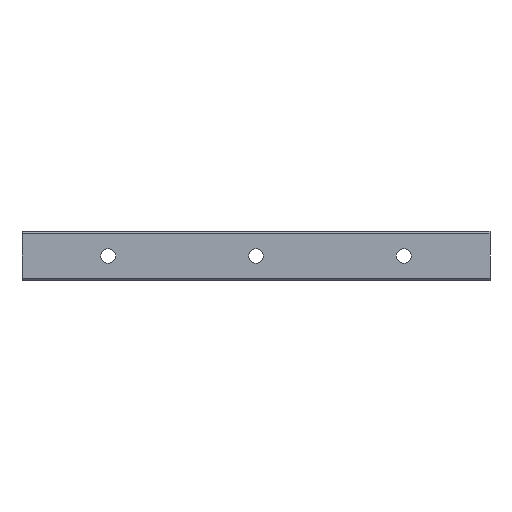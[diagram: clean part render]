
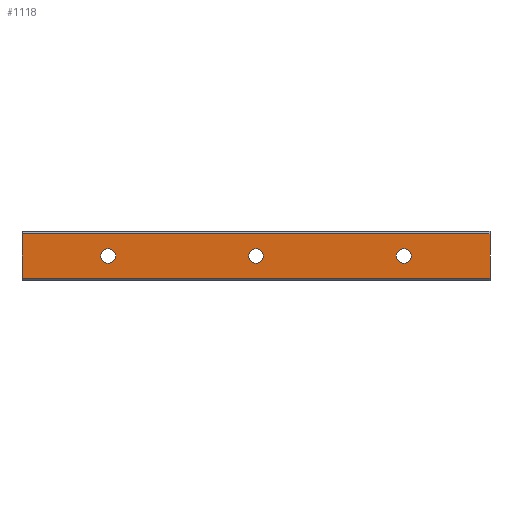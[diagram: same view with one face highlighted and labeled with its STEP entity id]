
A CAD part, front view. The second image highlights one B-rep face of the part: STEP entity #1118.
In plain terms, the highlighted planar face has unit normal (0, -1, 0).
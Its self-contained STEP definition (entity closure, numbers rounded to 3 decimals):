
#16 = DIRECTION ( 'NONE',  ( 1., 0., 0. ) ) ;
#30 = CARTESIAN_POINT ( 'NONE',  ( 60., 0., 0. ) ) ;
#40 = EDGE_LOOP ( 'NONE', ( #1218, #890, #1031, #853 ) ) ;
#57 = FACE_BOUND ( 'NONE', #80, .T. ) ;
#80 = EDGE_LOOP ( 'NONE', ( #1093, #1540 ) ) ;
#87 = EDGE_CURVE ( 'NONE', #1491, #1696, #688, .T. ) ;
#93 = FACE_BOUND ( 'NONE', #191, .T. ) ;
#97 = EDGE_CURVE ( 'NONE', #1461, #1016, #511, .T. ) ;
#129 = VERTEX_POINT ( 'NONE', #249 ) ;
#167 = DIRECTION ( 'NONE',  ( 0., -1., 0. ) ) ;
#176 = CARTESIAN_POINT ( 'NONE',  ( 155., 0., -9. ) ) ;
#191 = EDGE_LOOP ( 'NONE', ( #598, #308 ) ) ;
#249 = CARTESIAN_POINT ( 'NONE',  ( -35., 0., -9. ) ) ;
#250 = AXIS2_PLACEMENT_3D ( 'NONE', #918, #1070, #1316 ) ;
#252 = EDGE_CURVE ( 'NONE', #1016, #129, #1644, .T. ) ;
#276 = DIRECTION ( 'NONE',  ( 0., -1., 0. ) ) ;
#303 = VECTOR ( 'NONE', #16, 1000. ) ;
#308 = ORIENTED_EDGE ( 'NONE', *, *, #1647, .F. ) ;
#341 = ORIENTED_EDGE ( 'NONE', *, *, #704, .F. ) ;
#362 = EDGE_CURVE ( 'NONE', #1132, #1461, #1623, .T. ) ;
#372 = CARTESIAN_POINT ( 'NONE',  ( 0., 0., 0. ) ) ;
#382 = CARTESIAN_POINT ( 'NONE',  ( -35., 0., 9. ) ) ;
#386 = EDGE_CURVE ( 'NONE', #1161, #798, #1197, .T. ) ;
#392 = CARTESIAN_POINT ( 'NONE',  ( 60., 0., -3. ) ) ;
#440 = CARTESIAN_POINT ( 'NONE',  ( 120., 0., 3. ) ) ;
#445 = AXIS2_PLACEMENT_3D ( 'NONE', #545, #276, #923 ) ;
#446 = DIRECTION ( 'NONE',  ( -1., 0., 0. ) ) ;
#474 = AXIS2_PLACEMENT_3D ( 'NONE', #1173, #1154, #1426 ) ;
#485 = EDGE_CURVE ( 'NONE', #129, #1132, #1143, .T. ) ;
#511 = LINE ( 'NONE', #1576, #1193 ) ;
#545 = CARTESIAN_POINT ( 'NONE',  ( 60., 0., 0. ) ) ;
#566 = EDGE_CURVE ( 'NONE', #1640, #1596, #855, .T. ) ;
#598 = ORIENTED_EDGE ( 'NONE', *, *, #87, .F. ) ;
#622 = FACE_BOUND ( 'NONE', #1655, .T. ) ;
#638 = CIRCLE ( 'NONE', #1421, 3. ) ;
#688 = CIRCLE ( 'NONE', #822, 3. ) ;
#697 = DIRECTION ( 'NONE',  ( 0., 0., 1. ) ) ;
#704 = EDGE_CURVE ( 'NONE', #1596, #1640, #1451, .T. ) ;
#721 = CARTESIAN_POINT ( 'NONE',  ( 60., 0., 3. ) ) ;
#772 = DIRECTION ( 'NONE',  ( 0., 1., 0. ) ) ;
#798 = VERTEX_POINT ( 'NONE', #721 ) ;
#822 = AXIS2_PLACEMENT_3D ( 'NONE', #372, #1317, #1714 ) ;
#824 = CARTESIAN_POINT ( 'NONE',  ( 120., 0., -3. ) ) ;
#833 = DIRECTION ( 'NONE',  ( 0., 0., 1. ) ) ;
#839 = AXIS2_PLACEMENT_3D ( 'NONE', #1043, #772, #926 ) ;
#853 = ORIENTED_EDGE ( 'NONE', *, *, #485, .F. ) ;
#855 = CIRCLE ( 'NONE', #474, 3. ) ;
#884 = VECTOR ( 'NONE', #446, 1000. ) ;
#890 = ORIENTED_EDGE ( 'NONE', *, *, #97, .F. ) ;
#918 = CARTESIAN_POINT ( 'NONE',  ( 120., 0., 0. ) ) ;
#923 = DIRECTION ( 'NONE',  ( 0., 0., 1. ) ) ;
#926 = DIRECTION ( 'NONE',  ( 0., 0., 1. ) ) ;
#1013 = CARTESIAN_POINT ( 'NONE',  ( 0., 0., 3. ) ) ;
#1016 = VERTEX_POINT ( 'NONE', #1695 ) ;
#1031 = ORIENTED_EDGE ( 'NONE', *, *, #362, .F. ) ;
#1043 = CARTESIAN_POINT ( 'NONE',  ( 155., 0., 9. ) ) ;
#1057 = CIRCLE ( 'NONE', #1395, 3. ) ;
#1058 = CARTESIAN_POINT ( 'NONE',  ( 155., 0., 9. ) ) ;
#1070 = DIRECTION ( 'NONE',  ( 0., -1., 0. ) ) ;
#1093 = ORIENTED_EDGE ( 'NONE', *, *, #1639, .F. ) ;
#1118 = ADVANCED_FACE ( 'NONE', ( #1664, #93, #622, #57 ), #1720, .F. ) ;
#1126 = ORIENTED_EDGE ( 'NONE', *, *, #566, .F. ) ;
#1132 = VERTEX_POINT ( 'NONE', #382 ) ;
#1143 = LINE ( 'NONE', #1552, #1489 ) ;
#1154 = DIRECTION ( 'NONE',  ( 0., -1., 0. ) ) ;
#1161 = VERTEX_POINT ( 'NONE', #392 ) ;
#1173 = CARTESIAN_POINT ( 'NONE',  ( 120., 0., 0. ) ) ;
#1193 = VECTOR ( 'NONE', #1722, 1000. ) ;
#1197 = CIRCLE ( 'NONE', #445, 3. ) ;
#1218 = ORIENTED_EDGE ( 'NONE', *, *, #252, .F. ) ;
#1316 = DIRECTION ( 'NONE',  ( 0., 0., 1. ) ) ;
#1317 = DIRECTION ( 'NONE',  ( 0., -1., 0. ) ) ;
#1358 = DIRECTION ( 'NONE',  ( 0., -1., 0. ) ) ;
#1395 = AXIS2_PLACEMENT_3D ( 'NONE', #30, #167, #833 ) ;
#1409 = CARTESIAN_POINT ( 'NONE',  ( 155., 0., 9. ) ) ;
#1421 = AXIS2_PLACEMENT_3D ( 'NONE', #1509, #1358, #697 ) ;
#1426 = DIRECTION ( 'NONE',  ( 0., 0., 1. ) ) ;
#1451 = CIRCLE ( 'NONE', #250, 3. ) ;
#1461 = VERTEX_POINT ( 'NONE', #1409 ) ;
#1489 = VECTOR ( 'NONE', #1718, 1000. ) ;
#1491 = VERTEX_POINT ( 'NONE', #1013 ) ;
#1509 = CARTESIAN_POINT ( 'NONE',  ( 0., 0., 0. ) ) ;
#1540 = ORIENTED_EDGE ( 'NONE', *, *, #386, .F. ) ;
#1547 = CARTESIAN_POINT ( 'NONE',  ( 0., 0., -3. ) ) ;
#1552 = CARTESIAN_POINT ( 'NONE',  ( -35., 0., 9. ) ) ;
#1576 = CARTESIAN_POINT ( 'NONE',  ( 155., 0., 9. ) ) ;
#1596 = VERTEX_POINT ( 'NONE', #440 ) ;
#1623 = LINE ( 'NONE', #1058, #303 ) ;
#1639 = EDGE_CURVE ( 'NONE', #798, #1161, #1057, .T. ) ;
#1640 = VERTEX_POINT ( 'NONE', #824 ) ;
#1644 = LINE ( 'NONE', #176, #884 ) ;
#1647 = EDGE_CURVE ( 'NONE', #1696, #1491, #638, .T. ) ;
#1655 = EDGE_LOOP ( 'NONE', ( #341, #1126 ) ) ;
#1664 = FACE_OUTER_BOUND ( 'NONE', #40, .T. ) ;
#1695 = CARTESIAN_POINT ( 'NONE',  ( 155., 0., -9. ) ) ;
#1696 = VERTEX_POINT ( 'NONE', #1547 ) ;
#1714 = DIRECTION ( 'NONE',  ( 0., 0., 1. ) ) ;
#1718 = DIRECTION ( 'NONE',  ( 0., 0., 1. ) ) ;
#1720 = PLANE ( 'NONE',  #839 ) ;
#1722 = DIRECTION ( 'NONE',  ( 0., 0., -1. ) ) ;
